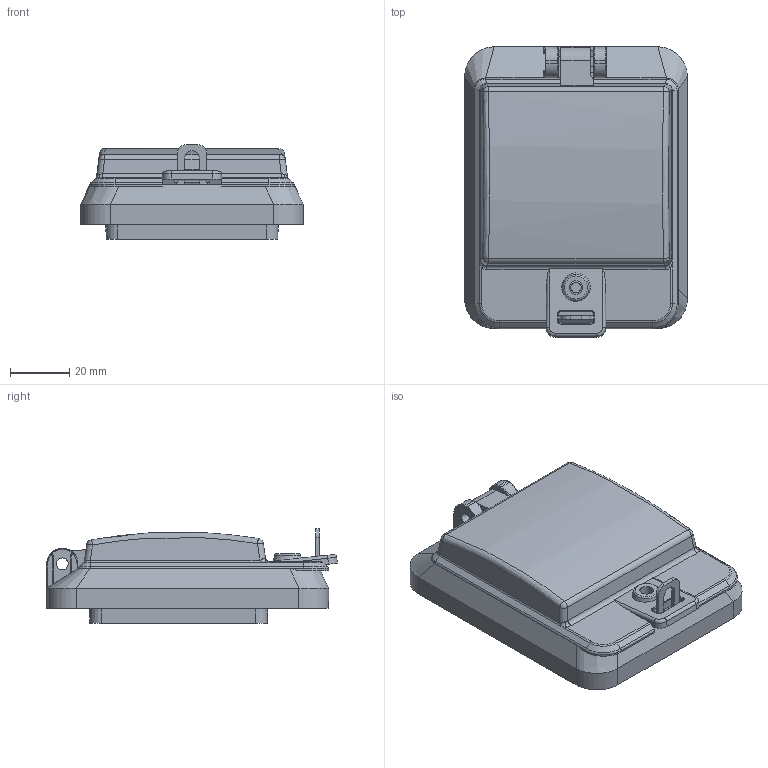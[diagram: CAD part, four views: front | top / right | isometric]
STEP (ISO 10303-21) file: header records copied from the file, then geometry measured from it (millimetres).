
FILE_DESCRIPTION(/* description */ (''),/* implementation_level */ '2;1');
FILE_NAME(/* name */ '3.stp',/* time_stamp */ '2023-08-05T16:49:36+08:00',/* author */ (''),/* organization */ (''),/* preprocessor_version */ 'ST-DEVELOPER v16.7',/* originating_system */ 'SIEMENS PLM Software NX 12.0',/* authorisation */ '');
FILE_SCHEMA (('AP203_CONFIGURATION_CONTROLLED_3D_DESIGN_OF_MECHANICAL_PARTS_AND_ASSEMBLIES_MIM_LF { 1 0 10303 403 2 1 2}'));
Length unit declared in the file: millimetre
Products named in the file (1): 17E042423w8ym
Bounding box: 75.2 x 98.14 x 31.93 mm (x, y, z)
Volume: 53444.9 mm3; surface area: 48789 mm2
Topology: 2 solids, 2 shells, 580 faces, 1583 edges, 1015 vertices
Faces by surface type: plane 340, cylinder 146, bspline 50, cone 23, torus 13, sphere 8
Full cylindrical faces by diameter (mm): 2.9 x2, 3.2 x4, 3.5 x1, 4.05 x2, 4.5 x1, 6.5 x1
Entity records: 19291 total; most frequent: CARTESIAN_POINT 4724, ORIENTED_EDGE 3110, DIRECTION 2887, EDGE_CURVE 1555, LINE 1071, VECTOR 1071, VERTEX_POINT 1006, AXIS2_PLACEMENT_3D 908
